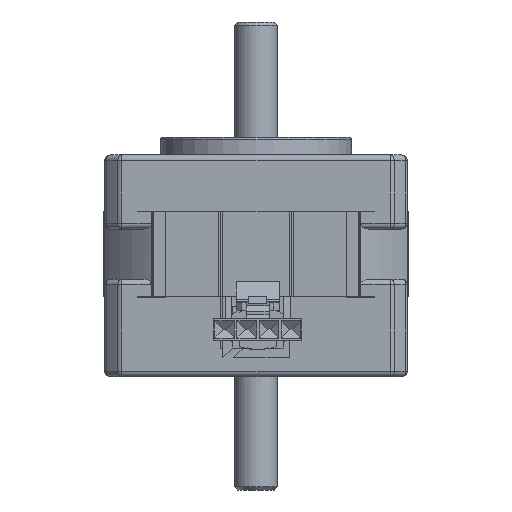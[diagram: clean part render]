
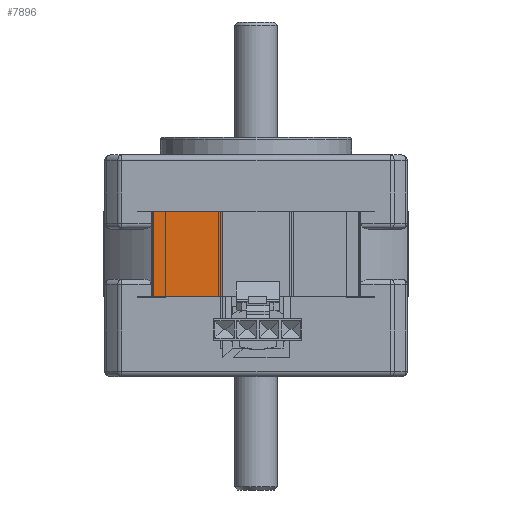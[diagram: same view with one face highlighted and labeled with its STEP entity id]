
A CAD part, front view. The second image highlights one B-rep face of the part: STEP entity #7896.
In plain terms, the highlighted planar face has unit normal (0, -1, 0).
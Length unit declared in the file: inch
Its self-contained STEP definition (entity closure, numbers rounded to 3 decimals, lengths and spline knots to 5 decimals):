
#281 = DIRECTION ( 'NONE',  ( 0., 0., 1. ) ) ;
#313 = DIRECTION ( 'NONE',  ( 0., 1., 0. ) ) ;
#686 = EDGE_CURVE ( 'NONE', #10429, #7795, #20637, .T. ) ;
#1363 = CARTESIAN_POINT ( 'NONE',  ( 2.76941, 12.33576, 11.3579 ) ) ;
#3315 = CARTESIAN_POINT ( 'NONE',  ( 2.45347, 12.33576, 11.3579 ) ) ;
#4373 = LINE ( 'NONE', #12041, #6904 ) ;
#4933 = VERTEX_POINT ( 'NONE', #18824 ) ;
#6904 = VECTOR ( 'NONE', #10052, 39.37008 ) ;
#7795 = VERTEX_POINT ( 'NONE', #3315 ) ;
#7896 = ADVANCED_FACE ( 'NONE', ( #17770 ), #25676, .F. ) ;
#8012 = LINE ( 'NONE', #17552, #23860 ) ;
#8675 = VECTOR ( 'NONE', #24881, 39.37008 ) ;
#8867 = ORIENTED_EDGE ( 'NONE', *, *, #686, .F. ) ;
#9610 = CARTESIAN_POINT ( 'NONE',  ( 2.45347, 12.33576, 10.9719 ) ) ;
#10052 = DIRECTION ( 'NONE',  ( -1., 0., 0. ) ) ;
#10329 = ORIENTED_EDGE ( 'NONE', *, *, #23595, .T. ) ;
#10429 = VERTEX_POINT ( 'NONE', #24888 ) ;
#10892 = CARTESIAN_POINT ( 'NONE',  ( 2.45347, 12.33576, 10.9719 ) ) ;
#11133 = CARTESIAN_POINT ( 'NONE',  ( 2.45347, 12.33576, 10.9719 ) ) ;
#12041 = CARTESIAN_POINT ( 'NONE',  ( 2.45347, 12.33576, 11.3579 ) ) ;
#14397 = EDGE_CURVE ( 'NONE', #4933, #10429, #24187, .T. ) ;
#17016 = VERTEX_POINT ( 'NONE', #1363 ) ;
#17552 = CARTESIAN_POINT ( 'NONE',  ( 2.76941, 12.33576, 10.9719 ) ) ;
#17770 = FACE_OUTER_BOUND ( 'NONE', #25814, .T. ) ;
#18824 = CARTESIAN_POINT ( 'NONE',  ( 2.76941, 12.33576, 10.9719 ) ) ;
#19300 = ORIENTED_EDGE ( 'NONE', *, *, #14397, .F. ) ;
#20637 = LINE ( 'NONE', #11133, #25729 ) ;
#21278 = ORIENTED_EDGE ( 'NONE', *, *, #26752, .T. ) ;
#21605 = DIRECTION ( 'NONE',  ( 0., 0., 1. ) ) ;
#23595 = EDGE_CURVE ( 'NONE', #17016, #7795, #4373, .T. ) ;
#23860 = VECTOR ( 'NONE', #21605, 39.37008 ) ;
#24045 = DIRECTION ( 'NONE',  ( -1., 0., 0. ) ) ;
#24187 = LINE ( 'NONE', #9610, #8675 ) ;
#24881 = DIRECTION ( 'NONE',  ( -1., 0., 0. ) ) ;
#24888 = CARTESIAN_POINT ( 'NONE',  ( 2.45347, 12.33576, 10.9719 ) ) ;
#25676 = PLANE ( 'NONE',  #26906 ) ;
#25729 = VECTOR ( 'NONE', #281, 39.37008 ) ;
#25814 = EDGE_LOOP ( 'NONE', ( #10329, #8867, #19300, #21278 ) ) ;
#26752 = EDGE_CURVE ( 'NONE', #4933, #17016, #8012, .T. ) ;
#26906 = AXIS2_PLACEMENT_3D ( 'NONE', #10892, #313, #24045 ) ;
